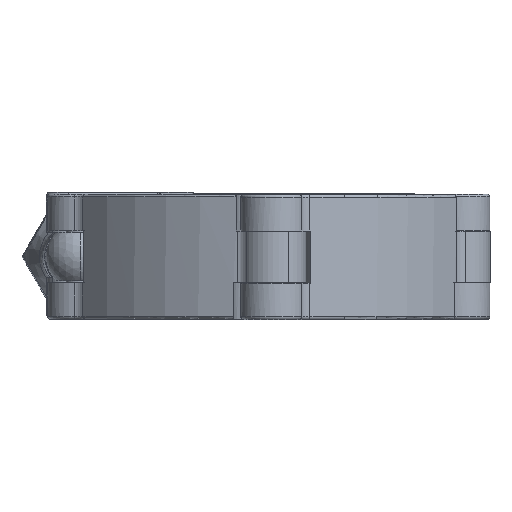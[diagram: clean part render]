
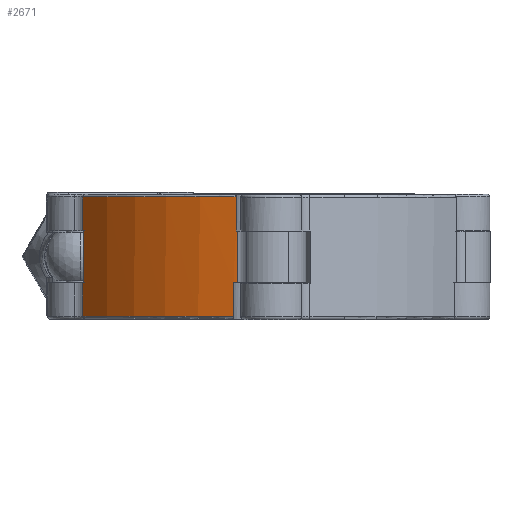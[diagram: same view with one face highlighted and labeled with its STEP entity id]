
A CAD part, front view. The second image highlights one B-rep face of the part: STEP entity #2671.
In plain terms, the highlighted cylindrical face has radius 37.5 mm (diameter 75 mm), a partial arc.
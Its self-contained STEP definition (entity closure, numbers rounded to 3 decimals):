
#284 = EDGE_LOOP ( 'NONE', ( #8643, #6157, #1578, #5641, #6406, #11642, #7219, #6665, #6535, #3153, #10300, #9251 ) ) ;
#333 = VERTEX_POINT ( 'NONE', #5550 ) ;
#343 = CARTESIAN_POINT ( 'NONE',  ( 3.7, 24.431, 28.449 ) ) ;
#554 = CIRCLE ( 'NONE', #2519, 37.5 ) ;
#730 = LINE ( 'NONE', #8139, #3706 ) ;
#828 = VECTOR ( 'NONE', #12396, 1000. ) ;
#987 = AXIS2_PLACEMENT_3D ( 'NONE', #11660, #1204, #10384 ) ;
#1075 = CARTESIAN_POINT ( 'NONE',  ( 9., 37.166, 4.995 ) ) ;
#1204 = DIRECTION ( 'NONE',  ( -1., 0., 0. ) ) ;
#1270 = AXIS2_PLACEMENT_3D ( 'NONE', #5517, #7968, #1387 ) ;
#1283 = CARTESIAN_POINT ( 'NONE',  ( -6.35, 24.882, 28.056 ) ) ;
#1379 = CARTESIAN_POINT ( 'NONE',  ( -3.75, 37.166, 4.995 ) ) ;
#1386 = CARTESIAN_POINT ( 'NONE',  ( 3.75, 37.166, 4.995 ) ) ;
#1387 = DIRECTION ( 'NONE',  ( 0., 0., -1. ) ) ;
#1394 = DIRECTION ( 'NONE',  ( 1., 0., 0. ) ) ;
#1427 = CARTESIAN_POINT ( 'NONE',  ( 8.6, 37.166, 4.995 ) ) ;
#1578 = ORIENTED_EDGE ( 'NONE', *, *, #5644, .T. ) ;
#1932 = VECTOR ( 'NONE', #5343, 1000. ) ;
#1975 = CARTESIAN_POINT ( 'NONE',  ( -3.7, 0., 0. ) ) ;
#2029 = EDGE_CURVE ( 'NONE', #12874, #4050, #8040, .T. ) ;
#2391 = VECTOR ( 'NONE', #9230, 1000. ) ;
#2519 = AXIS2_PLACEMENT_3D ( 'NONE', #1975, #9239, #3919 ) ;
#2565 = VERTEX_POINT ( 'NONE', #6363 ) ;
#2671 = ADVANCED_FACE ( 'NONE', ( #3364 ), #4183, .T. ) ;
#2702 = CARTESIAN_POINT ( 'NONE',  ( -3.75, 0., 0. ) ) ;
#2883 = EDGE_CURVE ( 'NONE', #8219, #6783, #730, .T. ) ;
#3153 = ORIENTED_EDGE ( 'NONE', *, *, #11082, .T. ) ;
#3364 = FACE_OUTER_BOUND ( 'NONE', #284, .T. ) ;
#3511 = VERTEX_POINT ( 'NONE', #4213 ) ;
#3610 = EDGE_CURVE ( 'NONE', #11569, #10223, #9338, .T. ) ;
#3706 = VECTOR ( 'NONE', #4863, 1000. ) ;
#3718 = DIRECTION ( 'NONE',  ( 0., 0., -1. ) ) ;
#3919 = DIRECTION ( 'NONE',  ( 0., 0., 1. ) ) ;
#3965 = LINE ( 'NONE', #11936, #7061 ) ;
#4050 = VERTEX_POINT ( 'NONE', #1427 ) ;
#4183 = CYLINDRICAL_SURFACE ( 'NONE', #987, 37.5 ) ;
#4213 = CARTESIAN_POINT ( 'NONE',  ( -8.6, 24.882, 28.056 ) ) ;
#4345 = EDGE_CURVE ( 'NONE', #6783, #3511, #10828, .T. ) ;
#4606 = CARTESIAN_POINT ( 'NONE',  ( 3.75, 0., 0. ) ) ;
#4863 = DIRECTION ( 'NONE',  ( -1., 0., 0. ) ) ;
#5343 = DIRECTION ( 'NONE',  ( 1., 0., 0. ) ) ;
#5517 = CARTESIAN_POINT ( 'NONE',  ( 3.7, 0., 0. ) ) ;
#5550 = CARTESIAN_POINT ( 'NONE',  ( -3.7, 24.882, 28.056 ) ) ;
#5641 = ORIENTED_EDGE ( 'NONE', *, *, #11149, .F. ) ;
#5644 = EDGE_CURVE ( 'NONE', #3511, #333, #10517, .T. ) ;
#5913 = EDGE_CURVE ( 'NONE', #7430, #2565, #9167, .T. ) ;
#5995 = CARTESIAN_POINT ( 'NONE',  ( 8.6, 0., 0. ) ) ;
#6063 = AXIS2_PLACEMENT_3D ( 'NONE', #2702, #12961, #9771 ) ;
#6157 = ORIENTED_EDGE ( 'NONE', *, *, #4345, .T. ) ;
#6363 = CARTESIAN_POINT ( 'NONE',  ( -3.7, 24.431, 28.449 ) ) ;
#6406 = ORIENTED_EDGE ( 'NONE', *, *, #5913, .F. ) ;
#6535 = ORIENTED_EDGE ( 'NONE', *, *, #10060, .T. ) ;
#6580 = VERTEX_POINT ( 'NONE', #1386 ) ;
#6625 = DIRECTION ( 'NONE',  ( 0., 0., -1. ) ) ;
#6665 = ORIENTED_EDGE ( 'NONE', *, *, #2029, .T. ) ;
#6722 = CIRCLE ( 'NONE', #6063, 37.5 ) ;
#6783 = VERTEX_POINT ( 'NONE', #9940 ) ;
#7061 = VECTOR ( 'NONE', #10918, 1000. ) ;
#7154 = EDGE_CURVE ( 'NONE', #8219, #10223, #6722, .T. ) ;
#7219 = ORIENTED_EDGE ( 'NONE', *, *, #10305, .T. ) ;
#7418 = CARTESIAN_POINT ( 'NONE',  ( 0., 37.157, 5.059 ) ) ;
#7430 = VERTEX_POINT ( 'NONE', #343 ) ;
#7480 = VECTOR ( 'NONE', #12546, 1000. ) ;
#7916 = DIRECTION ( 'NONE',  ( -1., 0., 0. ) ) ;
#7924 = CARTESIAN_POINT ( 'NONE',  ( 3.7, 24.593, 28.31 ) ) ;
#7968 = DIRECTION ( 'NONE',  ( 1., 0., 0. ) ) ;
#8040 = CIRCLE ( 'NONE', #13006, 37.5 ) ;
#8139 = CARTESIAN_POINT ( 'NONE',  ( 9., 37.166, 4.995 ) ) ;
#8219 = VERTEX_POINT ( 'NONE', #1379 ) ;
#8573 = VERTEX_POINT ( 'NONE', #7924 ) ;
#8602 = CARTESIAN_POINT ( 'NONE',  ( -8.6, 0., 0. ) ) ;
#8643 = ORIENTED_EDGE ( 'NONE', *, *, #2883, .T. ) ;
#9167 = LINE ( 'NONE', #10036, #2391 ) ;
#9230 = DIRECTION ( 'NONE',  ( -1., 0., 0. ) ) ;
#9239 = DIRECTION ( 'NONE',  ( -1., 0., 0. ) ) ;
#9251 = ORIENTED_EDGE ( 'NONE', *, *, #7154, .F. ) ;
#9338 = LINE ( 'NONE', #7418, #828 ) ;
#9488 = AXIS2_PLACEMENT_3D ( 'NONE', #8602, #1394, #6625 ) ;
#9518 = CIRCLE ( 'NONE', #1270, 37.5 ) ;
#9771 = DIRECTION ( 'NONE',  ( 0., 0., -1. ) ) ;
#9940 = CARTESIAN_POINT ( 'NONE',  ( -8.6, 37.166, 4.995 ) ) ;
#9962 = CARTESIAN_POINT ( 'NONE',  ( 3.75, 37.157, 5.059 ) ) ;
#10036 = CARTESIAN_POINT ( 'NONE',  ( 9., 24.431, 28.449 ) ) ;
#10060 = EDGE_CURVE ( 'NONE', #4050, #6580, #10383, .T. ) ;
#10098 = CARTESIAN_POINT ( 'NONE',  ( -3.75, 37.157, 5.059 ) ) ;
#10223 = VERTEX_POINT ( 'NONE', #10098 ) ;
#10300 = ORIENTED_EDGE ( 'NONE', *, *, #3610, .T. ) ;
#10305 = EDGE_CURVE ( 'NONE', #8573, #12874, #3965, .T. ) ;
#10383 = LINE ( 'NONE', #1075, #7480 ) ;
#10384 = DIRECTION ( 'NONE',  ( 0., 0., 1. ) ) ;
#10517 = LINE ( 'NONE', #1283, #1932 ) ;
#10828 = CIRCLE ( 'NONE', #9488, 37.5 ) ;
#10918 = DIRECTION ( 'NONE',  ( 1., 0., 0. ) ) ;
#11082 = EDGE_CURVE ( 'NONE', #6580, #11569, #11405, .T. ) ;
#11149 = EDGE_CURVE ( 'NONE', #2565, #333, #554, .T. ) ;
#11405 = CIRCLE ( 'NONE', #13138, 37.5 ) ;
#11569 = VERTEX_POINT ( 'NONE', #9962 ) ;
#11573 = CARTESIAN_POINT ( 'NONE',  ( 8.6, 24.593, 28.31 ) ) ;
#11642 = ORIENTED_EDGE ( 'NONE', *, *, #13406, .F. ) ;
#11660 = CARTESIAN_POINT ( 'NONE',  ( 9., 0., 0. ) ) ;
#11936 = CARTESIAN_POINT ( 'NONE',  ( 6.35, 24.593, 28.31 ) ) ;
#12253 = DIRECTION ( 'NONE',  ( 0., 0., -1. ) ) ;
#12396 = DIRECTION ( 'NONE',  ( -1., 0., 0. ) ) ;
#12546 = DIRECTION ( 'NONE',  ( -1., 0., 0. ) ) ;
#12874 = VERTEX_POINT ( 'NONE', #11573 ) ;
#12903 = DIRECTION ( 'NONE',  ( 1., 0., 0. ) ) ;
#12961 = DIRECTION ( 'NONE',  ( 1., 0., 0. ) ) ;
#13006 = AXIS2_PLACEMENT_3D ( 'NONE', #5995, #7916, #12253 ) ;
#13138 = AXIS2_PLACEMENT_3D ( 'NONE', #4606, #12903, #3718 ) ;
#13406 = EDGE_CURVE ( 'NONE', #8573, #7430, #9518, .T. ) ;
